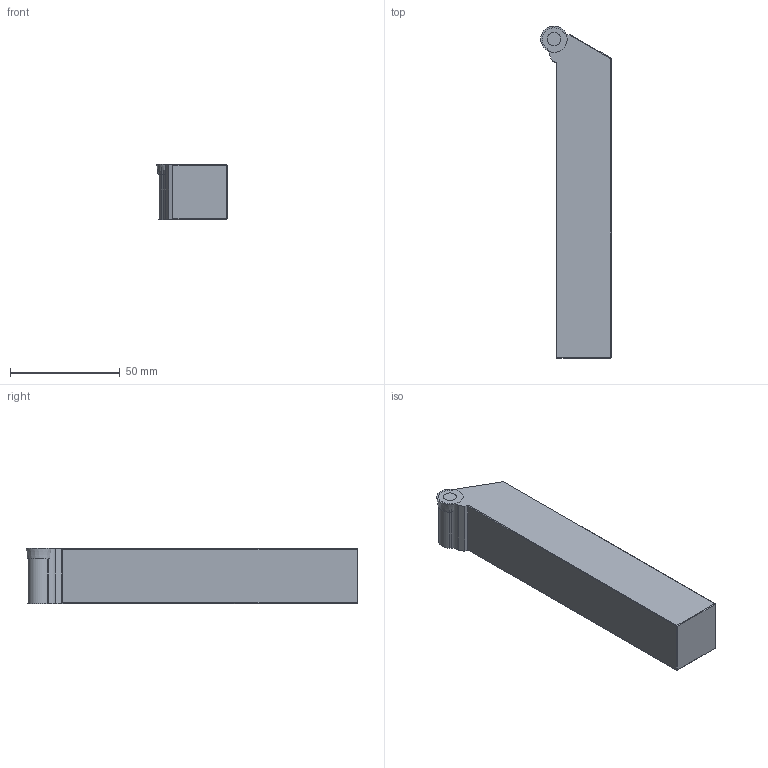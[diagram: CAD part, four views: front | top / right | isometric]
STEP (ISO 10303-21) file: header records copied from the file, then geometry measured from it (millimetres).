
FILE_DESCRIPTION(/* description */ (''),/* implementation_level */ '2;1');
FILE_NAME(/* name */ 'SRSCR2525M12MA_SIM.stp',/* time_stamp */ '2022-06-29T13:34:21+02:00',/* author */ (''),/* organization */ (''),/* preprocessor_version */ 'ST-DEVELOPER v16.7',/* originating_system */ 'SIEMENS PLM Software NX 12.0',/* authorisation */ '');
FILE_SCHEMA (('AUTOMOTIVE_DESIGN { 1 0 10303 214 3 1 1 1 }'));
Length unit declared in the file: millimetre
Products named in the file (1): model1
Bounding box: 32.05 x 151.05 x 25.04 mm (x, y, z)
Volume: 91703.8 mm3; surface area: 16270.3 mm2
Topology: 2 solids, 2 shells, 33 faces, 72 edges, 43 vertices
Faces by surface type: plane 26, cylinder 5, cone 1, torus 1
Full cylindrical faces by diameter (mm): 4.4 x1, 6 x1
Entity records: 885 total; most frequent: DIRECTION 149, CARTESIAN_POINT 143, ORIENTED_EDGE 134, EDGE_CURVE 67, LINE 53, VECTOR 53, AXIS2_PLACEMENT_3D 48, VERTEX_POINT 42
